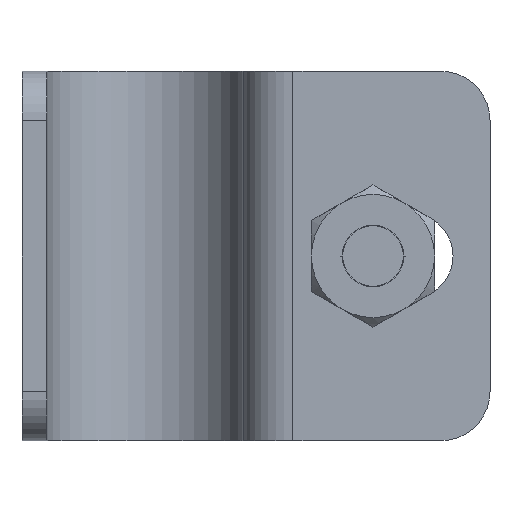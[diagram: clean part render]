
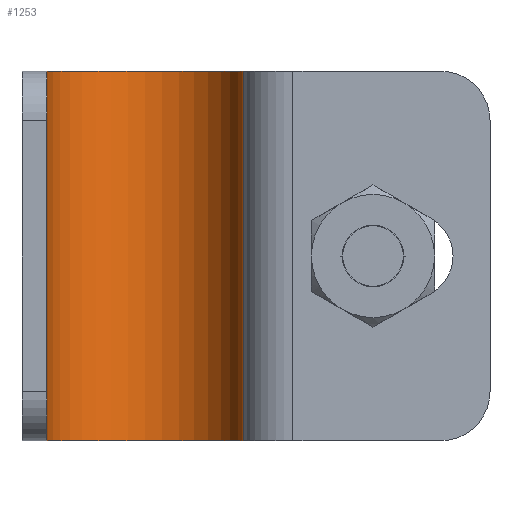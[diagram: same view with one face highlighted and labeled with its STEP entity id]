
A CAD part, front view. The second image highlights one B-rep face of the part: STEP entity #1253.
In plain terms, the highlighted cylindrical face has radius 8 mm (diameter 16 mm), a partial arc.
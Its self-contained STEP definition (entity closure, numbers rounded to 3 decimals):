
#75 = CIRCLE ( 'NONE', #402, 8. ) ;
#91 = CYLINDRICAL_SURFACE ( 'NONE', #589, 8. ) ;
#94 = FACE_OUTER_BOUND ( 'NONE', #2056, .T. ) ;
#145 = CIRCLE ( 'NONE', #579, 8. ) ;
#176 = ORIENTED_EDGE ( 'NONE', *, *, #1395, .F. ) ;
#261 = ORIENTED_EDGE ( 'NONE', *, *, #687, .T. ) ;
#281 = ORIENTED_EDGE ( 'NONE', *, *, #1017, .T. ) ;
#287 = DIRECTION ( 'NONE',  ( 0., 0., -1. ) ) ;
#402 = AXIS2_PLACEMENT_3D ( 'NONE', #459, #674, #1679 ) ;
#459 = CARTESIAN_POINT ( 'NONE',  ( -28., 24., -15. ) ) ;
#511 = CARTESIAN_POINT ( 'NONE',  ( -28., 24., 15. ) ) ;
#527 = DIRECTION ( 'NONE',  ( 0., 0., 1. ) ) ;
#566 = DIRECTION ( 'NONE',  ( 0., 0., -1. ) ) ;
#579 = AXIS2_PLACEMENT_3D ( 'NONE', #618, #527, #644 ) ;
#589 = AXIS2_PLACEMENT_3D ( 'NONE', #511, #566, #1739 ) ;
#618 = CARTESIAN_POINT ( 'NONE',  ( -28., 24., 15. ) ) ;
#644 = DIRECTION ( 'NONE',  ( 1., 0., 0. ) ) ;
#674 = DIRECTION ( 'NONE',  ( 0., 0., 1. ) ) ;
#687 = EDGE_CURVE ( 'NONE', #2009, #2226, #145, .T. ) ;
#787 = EDGE_CURVE ( 'NONE', #2091, #2184, #75, .T. ) ;
#1017 = EDGE_CURVE ( 'NONE', #2226, #2184, #1836, .T. ) ;
#1029 = VECTOR ( 'NONE', #287, 1000. ) ;
#1053 = CARTESIAN_POINT ( 'NONE',  ( -20., 24., 15. ) ) ;
#1103 = LINE ( 'NONE', #1053, #1029 ) ;
#1253 = ADVANCED_FACE ( 'NONE', ( #94 ), #91, .F. ) ;
#1272 = CARTESIAN_POINT ( 'NONE',  ( -20., 24., -15. ) ) ;
#1395 = EDGE_CURVE ( 'NONE', #2009, #2091, #1103, .T. ) ;
#1441 = CARTESIAN_POINT ( 'NONE',  ( -36., 24., 15. ) ) ;
#1574 = DIRECTION ( 'NONE',  ( 0., 0., -1. ) ) ;
#1679 = DIRECTION ( 'NONE',  ( 1., 0., 0. ) ) ;
#1720 = CARTESIAN_POINT ( 'NONE',  ( -36., 24., 15. ) ) ;
#1731 = CARTESIAN_POINT ( 'NONE',  ( -20., 24., 15. ) ) ;
#1739 = DIRECTION ( 'NONE',  ( -1., 0., 0. ) ) ;
#1832 = VECTOR ( 'NONE', #1574, 1000. ) ;
#1836 = LINE ( 'NONE', #1720, #1832 ) ;
#2009 = VERTEX_POINT ( 'NONE', #1731 ) ;
#2026 = ORIENTED_EDGE ( 'NONE', *, *, #787, .F. ) ;
#2056 = EDGE_LOOP ( 'NONE', ( #2026, #176, #261, #281 ) ) ;
#2091 = VERTEX_POINT ( 'NONE', #1272 ) ;
#2100 = CARTESIAN_POINT ( 'NONE',  ( -36., 24., -15. ) ) ;
#2184 = VERTEX_POINT ( 'NONE', #2100 ) ;
#2226 = VERTEX_POINT ( 'NONE', #1441 ) ;
